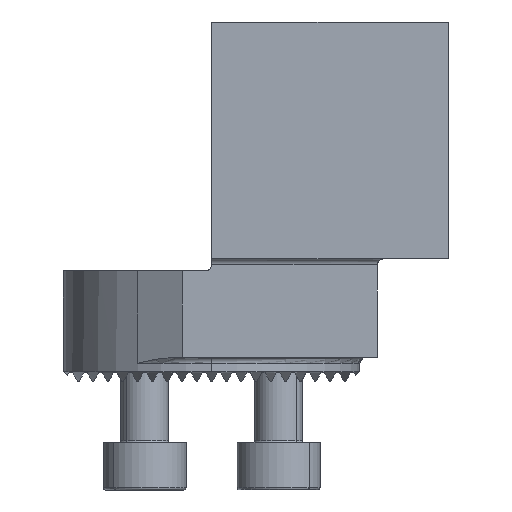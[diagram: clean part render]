
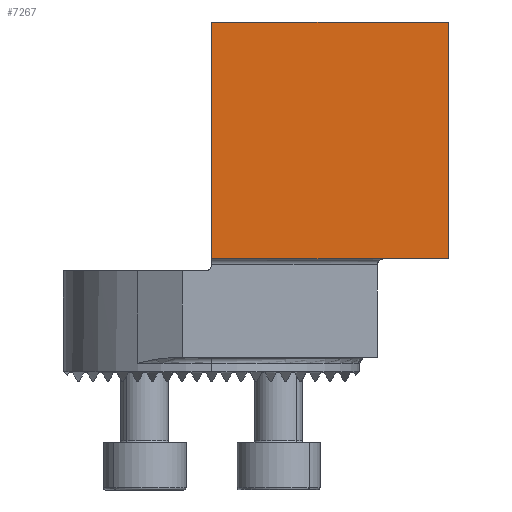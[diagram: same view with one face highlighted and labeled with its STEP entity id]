
A CAD part, left-side view. The second image highlights one B-rep face of the part: STEP entity #7267.
In plain terms, the highlighted planar face has unit normal (-1, 0, 0).
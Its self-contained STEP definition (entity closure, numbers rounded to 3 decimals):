
#336 = FACE_OUTER_BOUND ( 'NONE', #351, .T. ) ;
#351 = EDGE_LOOP ( 'NONE', ( #8934, #11338, #8063, #445 ) ) ;
#445 = ORIENTED_EDGE ( 'NONE', *, *, #2476, .T. ) ;
#558 = CARTESIAN_POINT ( 'NONE',  ( 0., -10., -12. ) ) ;
#739 = DIRECTION ( 'NONE',  ( 0., 1., 0. ) ) ;
#843 = EDGE_CURVE ( 'NONE', #1506, #8776, #7034, .T. ) ;
#1273 = DIRECTION ( 'NONE',  ( -1., 0., 0. ) ) ;
#1506 = VERTEX_POINT ( 'NONE', #4005 ) ;
#2476 = EDGE_CURVE ( 'NONE', #8776, #3829, #10792, .T. ) ;
#2732 = CARTESIAN_POINT ( 'NONE',  ( 0., -10., 25. ) ) ;
#3038 = EDGE_CURVE ( 'NONE', #1506, #7926, #8296, .T. ) ;
#3167 = VECTOR ( 'NONE', #3670, 1000. ) ;
#3670 = DIRECTION ( 'NONE',  ( 0., 0., -1. ) ) ;
#3789 = AXIS2_PLACEMENT_3D ( 'NONE', #10571, #1273, #9633 ) ;
#3829 = VERTEX_POINT ( 'NONE', #11854 ) ;
#4005 = CARTESIAN_POINT ( 'NONE',  ( 0., -10., 8. ) ) ;
#4365 = CARTESIAN_POINT ( 'NONE',  ( 0., -10., -12. ) ) ;
#4639 = VECTOR ( 'NONE', #739, 1000. ) ;
#4920 = PLANE ( 'NONE',  #3789 ) ;
#5079 = VECTOR ( 'NONE', #11970, 1000. ) ;
#5413 = CARTESIAN_POINT ( 'NONE',  ( 0., 10., 25. ) ) ;
#7034 = LINE ( 'NONE', #11249, #10530 ) ;
#7267 = ADVANCED_FACE ( 'NONE', ( #336 ), #4920, .T. ) ;
#7926 = VERTEX_POINT ( 'NONE', #558 ) ;
#8063 = ORIENTED_EDGE ( 'NONE', *, *, #843, .T. ) ;
#8296 = LINE ( 'NONE', #2732, #3167 ) ;
#8776 = VERTEX_POINT ( 'NONE', #10336 ) ;
#8934 = ORIENTED_EDGE ( 'NONE', *, *, #11445, .F. ) ;
#9312 = DIRECTION ( 'NONE',  ( 0., 1., 0. ) ) ;
#9633 = DIRECTION ( 'NONE',  ( 0., 0., 1. ) ) ;
#10336 = CARTESIAN_POINT ( 'NONE',  ( 0., 10., 8. ) ) ;
#10358 = LINE ( 'NONE', #4365, #4639 ) ;
#10530 = VECTOR ( 'NONE', #9312, 1000. ) ;
#10571 = CARTESIAN_POINT ( 'NONE',  ( 0., -10., 25. ) ) ;
#10792 = LINE ( 'NONE', #5413, #5079 ) ;
#11249 = CARTESIAN_POINT ( 'NONE',  ( 0., -10., 8. ) ) ;
#11338 = ORIENTED_EDGE ( 'NONE', *, *, #3038, .F. ) ;
#11445 = EDGE_CURVE ( 'NONE', #7926, #3829, #10358, .T. ) ;
#11854 = CARTESIAN_POINT ( 'NONE',  ( 0., 10., -12. ) ) ;
#11970 = DIRECTION ( 'NONE',  ( 0., 0., -1. ) ) ;
